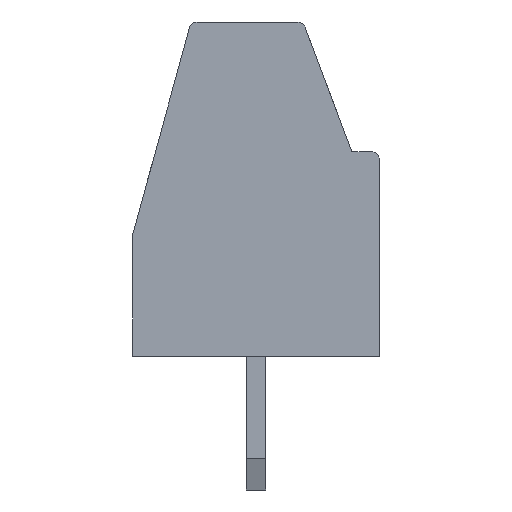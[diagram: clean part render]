
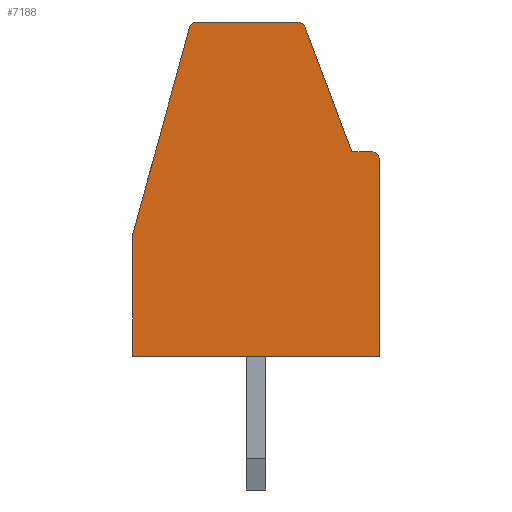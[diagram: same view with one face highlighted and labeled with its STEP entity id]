
A CAD part, left-side view. The second image highlights one B-rep face of the part: STEP entity #7188.
In plain terms, the highlighted planar face has unit normal (-1, 0, 0).
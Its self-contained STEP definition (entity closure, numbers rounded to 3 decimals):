
#227=PLANE('',#7638);
#1137=FACE_OUTER_BOUND('',#1554,.T.);
#1554=EDGE_LOOP('',(#5442,#5443,#5444,#5445,#5446,#5447,#5448,#5449,#5450,
#5451));
#2072=LINE('',#11911,#2729);
#2102=LINE('',#11971,#2759);
#2108=LINE('',#11982,#2765);
#2109=LINE('',#11986,#2766);
#2110=LINE('',#11988,#2767);
#2111=LINE('',#11992,#2768);
#2112=LINE('',#11995,#2769);
#2729=VECTOR('',#8111,1000.);
#2759=VECTOR('',#8149,1000.);
#2765=VECTOR('',#8157,1000.);
#2766=VECTOR('',#8160,1000.);
#2767=VECTOR('',#8161,1000.);
#2768=VECTOR('',#8164,1000.);
#2769=VECTOR('',#8167,1000.);
#3301=CIRCLE('',#7639,0.2);
#3302=CIRCLE('',#7640,0.2);
#3303=CIRCLE('',#7641,0.2);
#3591=VERTEX_POINT('',#11908);
#3592=VERTEX_POINT('',#11910);
#3618=VERTEX_POINT('',#11970);
#3622=VERTEX_POINT('',#11981);
#3623=VERTEX_POINT('',#11983);
#3624=VERTEX_POINT('',#11985);
#3625=VERTEX_POINT('',#11987);
#3626=VERTEX_POINT('',#11989);
#3627=VERTEX_POINT('',#11991);
#3628=VERTEX_POINT('',#11993);
#4310=EDGE_CURVE('',#3592,#3591,#2072,.T.);
#4340=EDGE_CURVE('',#3618,#3592,#2102,.T.);
#4346=EDGE_CURVE('',#3622,#3591,#2108,.T.);
#4347=EDGE_CURVE('',#3622,#3623,#3301,.T.);
#4348=EDGE_CURVE('',#3624,#3623,#2109,.T.);
#4349=EDGE_CURVE('',#3625,#3624,#2110,.T.);
#4350=EDGE_CURVE('',#3625,#3626,#3302,.T.);
#4351=EDGE_CURVE('',#3627,#3626,#2111,.T.);
#4352=EDGE_CURVE('',#3627,#3628,#3303,.T.);
#4353=EDGE_CURVE('',#3618,#3628,#2112,.T.);
#5442=ORIENTED_EDGE('',*,*,#4346,.F.);
#5443=ORIENTED_EDGE('',*,*,#4347,.T.);
#5444=ORIENTED_EDGE('',*,*,#4348,.F.);
#5445=ORIENTED_EDGE('',*,*,#4349,.F.);
#5446=ORIENTED_EDGE('',*,*,#4350,.T.);
#5447=ORIENTED_EDGE('',*,*,#4351,.F.);
#5448=ORIENTED_EDGE('',*,*,#4352,.T.);
#5449=ORIENTED_EDGE('',*,*,#4353,.F.);
#5450=ORIENTED_EDGE('',*,*,#4340,.T.);
#5451=ORIENTED_EDGE('',*,*,#4310,.T.);
#7188=ADVANCED_FACE('',(#1137),#227,.F.);
#7638=AXIS2_PLACEMENT_3D('',#11980,#8155,#8156);
#7639=AXIS2_PLACEMENT_3D('',#11984,#8158,#8159);
#7640=AXIS2_PLACEMENT_3D('',#11990,#8162,#8163);
#7641=AXIS2_PLACEMENT_3D('',#11994,#8165,#8166);
#8111=DIRECTION('',(0.,-1.,0.));
#8149=DIRECTION('',(0.,0.,-1.));
#8155=DIRECTION('center_axis',(1.,0.,0.));
#8156=DIRECTION('ref_axis',(0.,1.,0.));
#8157=DIRECTION('',(0.,0.,-1.));
#8158=DIRECTION('center_axis',(-1.,0.,0.));
#8159=DIRECTION('ref_axis',(0.,1.,0.));
#8160=DIRECTION('',(0.,-1.,0.));
#8161=DIRECTION('',(0.,-0.351,-0.937));
#8162=DIRECTION('center_axis',(-1.,0.,0.));
#8163=DIRECTION('ref_axis',(0.,1.,0.));
#8164=DIRECTION('',(0.,-1.,0.));
#8165=DIRECTION('center_axis',(-1.,0.,0.));
#8166=DIRECTION('ref_axis',(0.,1.,0.));
#8167=DIRECTION('',(0.,-0.265,0.964));
#11908=CARTESIAN_POINT('',(-2.765,-3.135,0.));
#11910=CARTESIAN_POINT('',(-2.765,3.135,0.));
#11911=CARTESIAN_POINT('',(-2.765,-3.135,0.));
#11970=CARTESIAN_POINT('',(-2.765,3.135,3.1));
#11971=CARTESIAN_POINT('',(-2.765,3.135,8.5));
#11980=CARTESIAN_POINT('Origin',(-2.765,-3.135,8.5));
#11981=CARTESIAN_POINT('',(-2.765,-3.135,5.));
#11982=CARTESIAN_POINT('',(-2.765,-3.135,8.5));
#11983=CARTESIAN_POINT('',(-2.765,-2.935,5.2));
#11984=CARTESIAN_POINT('Origin',(-2.765,-2.935,5.));
#11985=CARTESIAN_POINT('',(-2.765,-2.435,5.2));
#11986=CARTESIAN_POINT('',(-2.765,-2.435,5.2));
#11987=CARTESIAN_POINT('',(-2.765,-1.249,8.37));
#11988=CARTESIAN_POINT('',(-2.765,-1.2,8.5));
#11989=CARTESIAN_POINT('',(-2.765,-1.061,8.5));
#11990=CARTESIAN_POINT('Origin',(-2.765,-1.061,8.3));
#11991=CARTESIAN_POINT('',(-2.765,1.498,8.5));
#11992=CARTESIAN_POINT('',(-2.765,-3.135,8.5));
#11993=CARTESIAN_POINT('',(-2.765,1.69,8.353));
#11994=CARTESIAN_POINT('Origin',(-2.765,1.498,8.3));
#11995=CARTESIAN_POINT('',(-2.765,1.65,8.5));
